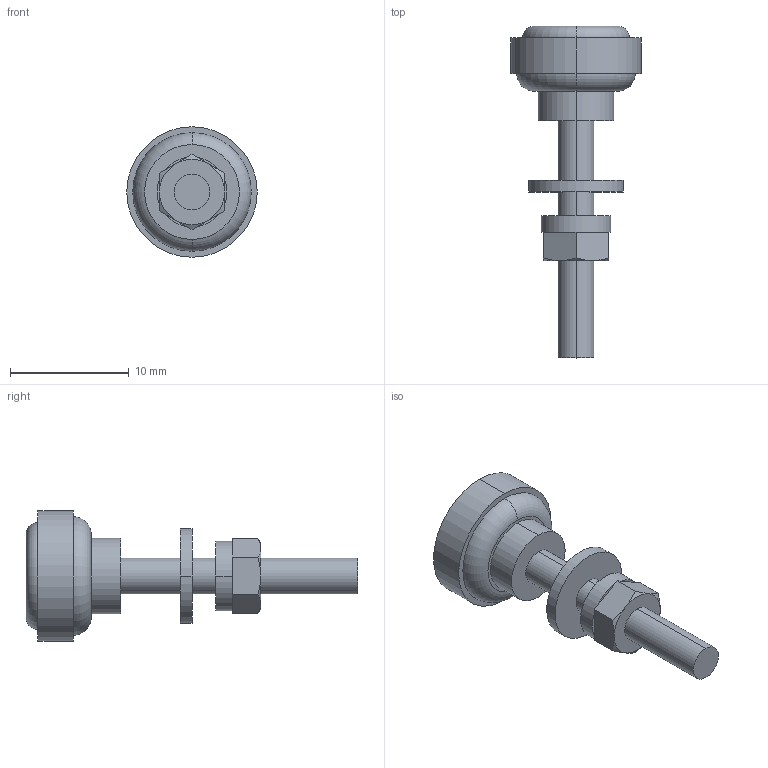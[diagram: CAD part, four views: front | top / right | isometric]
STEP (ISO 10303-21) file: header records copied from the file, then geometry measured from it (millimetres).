
FILE_DESCRIPTION (( 'STEP AP203' ), '1' );
FILE_NAME ('sone3D.STEP', '2013-05-27T10:50:08', ( '' ), ( '' ), 'SwSTEP 2.0', 'SolidWorks 2012', '' );
FILE_SCHEMA (( 'CONFIG_CONTROL_DESIGN' ));
Length unit declared in the file: millimetre
Products named in the file (5): AP-40儚僢僔儍乕__A-1040-2儚僢僔儍乕_; バネ座金__バネ座金M3_; AP-40本体__A-40-2本体_; 榋妏僫僢僩_榋妏僫僢僩M3_; sone3D
Assembly tree (4 placements, depth 2):
  sone3D
    AP-40本体__A-40-2本体_
    AP-40儚僢僔儍乕__A-1040-2儚僢僔儍乕_
    バネ座金__バネ座金M3_
    榋妏僫僢僩_榋妏僫僢僩M3_
Bounding box: 11 x 28 x 11 mm (x, y, z)
Volume: 785 mm3; surface area: 879.6 mm2
Topology: 4 solids, 4 shells, 44 faces, 90 edges, 58 vertices
Faces by surface type: plane 18, cylinder 16, cone 6, torus 4
Entity records: 1739 total; most frequent: CARTESIAN_POINT 251, DIRECTION 230, ORIENTED_EDGE 180, AXIS2_PLACEMENT_3D 101, EDGE_CURVE 90, VERTEX_POINT 58, EDGE_LOOP 54, CIRCLE 50
